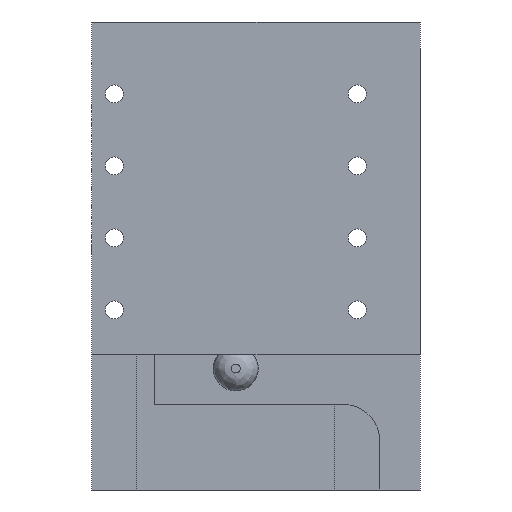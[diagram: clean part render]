
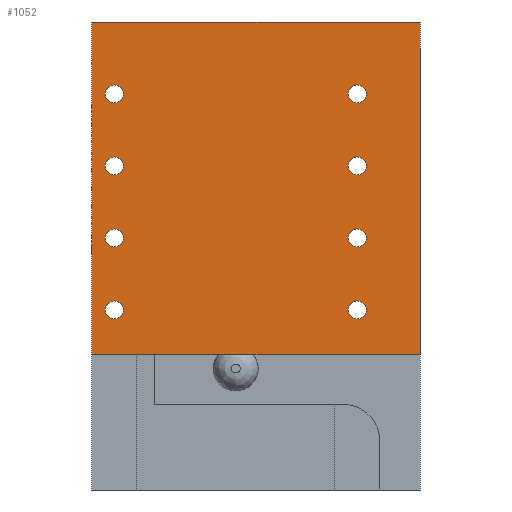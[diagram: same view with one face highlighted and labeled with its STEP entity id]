
A CAD part, left-side view. The second image highlights one B-rep face of the part: STEP entity #1052.
In plain terms, the highlighted planar face has unit normal (-1, 0, 0).
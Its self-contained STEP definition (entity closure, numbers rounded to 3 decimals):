
#35=FACE_BOUND('',#194,.T.);
#36=FACE_BOUND('',#195,.T.);
#37=FACE_BOUND('',#196,.T.);
#38=FACE_BOUND('',#197,.T.);
#39=FACE_BOUND('',#198,.T.);
#40=FACE_BOUND('',#199,.T.);
#41=FACE_BOUND('',#200,.T.);
#42=FACE_BOUND('',#201,.T.);
#72=PLANE('',#1161);
#123=FACE_OUTER_BOUND('',#193,.T.);
#193=EDGE_LOOP('',(#928,#929,#930,#931));
#194=EDGE_LOOP('',(#932));
#195=EDGE_LOOP('',(#933));
#196=EDGE_LOOP('',(#934));
#197=EDGE_LOOP('',(#935));
#198=EDGE_LOOP('',(#936));
#199=EDGE_LOOP('',(#937));
#200=EDGE_LOOP('',(#938));
#201=EDGE_LOOP('',(#939));
#256=LINE('',#1591,#355);
#267=LINE('',#1617,#366);
#303=LINE('',#1753,#402);
#304=LINE('',#1754,#403);
#355=VECTOR('',#1254,10.);
#366=VECTOR('',#1285,10.);
#402=VECTOR('',#1433,10.);
#403=VECTOR('',#1434,10.);
#432=CIRCLE('',#1113,1.);
#436=CIRCLE('',#1119,1.);
#440=CIRCLE('',#1125,1.);
#448=CIRCLE('',#1137,1.);
#452=CIRCLE('',#1143,1.);
#454=CIRCLE('',#1146,1.);
#456=CIRCLE('',#1149,1.);
#458=CIRCLE('',#1152,1.);
#500=VERTEX_POINT('',#1588);
#501=VERTEX_POINT('',#1590);
#506=VERTEX_POINT('',#1616);
#516=VERTEX_POINT('',#1642);
#520=VERTEX_POINT('',#1654);
#524=VERTEX_POINT('',#1666);
#532=VERTEX_POINT('',#1690);
#536=VERTEX_POINT('',#1702);
#538=VERTEX_POINT('',#1708);
#540=VERTEX_POINT('',#1714);
#542=VERTEX_POINT('',#1720);
#550=VERTEX_POINT('',#1752);
#606=EDGE_CURVE('',#500,#501,#256,.T.);
#619=EDGE_CURVE('',#506,#501,#267,.T.);
#632=EDGE_CURVE('',#516,#516,#432,.T.);
#638=EDGE_CURVE('',#520,#520,#436,.T.);
#644=EDGE_CURVE('',#524,#524,#440,.T.);
#656=EDGE_CURVE('',#532,#532,#448,.T.);
#662=EDGE_CURVE('',#536,#536,#452,.T.);
#665=EDGE_CURVE('',#538,#538,#454,.T.);
#668=EDGE_CURVE('',#540,#540,#456,.T.);
#671=EDGE_CURVE('',#542,#542,#458,.T.);
#687=EDGE_CURVE('',#550,#500,#303,.T.);
#688=EDGE_CURVE('',#506,#550,#304,.T.);
#928=ORIENTED_EDGE('',*,*,#619,.T.);
#929=ORIENTED_EDGE('',*,*,#606,.F.);
#930=ORIENTED_EDGE('',*,*,#687,.F.);
#931=ORIENTED_EDGE('',*,*,#688,.F.);
#932=ORIENTED_EDGE('',*,*,#632,.T.);
#933=ORIENTED_EDGE('',*,*,#638,.T.);
#934=ORIENTED_EDGE('',*,*,#644,.T.);
#935=ORIENTED_EDGE('',*,*,#656,.T.);
#936=ORIENTED_EDGE('',*,*,#662,.T.);
#937=ORIENTED_EDGE('',*,*,#665,.T.);
#938=ORIENTED_EDGE('',*,*,#668,.T.);
#939=ORIENTED_EDGE('',*,*,#671,.T.);
#1052=ADVANCED_FACE('',(#123,#35,#36,#37,#38,#39,#40,#41,#42),#72,.T.);
#1113=AXIS2_PLACEMENT_3D('',#1643,#1308,#1309);
#1119=AXIS2_PLACEMENT_3D('',#1655,#1322,#1323);
#1125=AXIS2_PLACEMENT_3D('',#1667,#1336,#1337);
#1137=AXIS2_PLACEMENT_3D('',#1691,#1364,#1365);
#1143=AXIS2_PLACEMENT_3D('',#1703,#1378,#1379);
#1146=AXIS2_PLACEMENT_3D('',#1709,#1385,#1386);
#1149=AXIS2_PLACEMENT_3D('',#1715,#1392,#1393);
#1152=AXIS2_PLACEMENT_3D('',#1721,#1399,#1400);
#1161=AXIS2_PLACEMENT_3D('',#1751,#1431,#1432);
#1254=DIRECTION('',(0.,0.,-1.));
#1285=DIRECTION('',(0.,-1.,0.));
#1308=DIRECTION('center_axis',(1.,0.,0.));
#1309=DIRECTION('ref_axis',(0.,-1.,0.));
#1322=DIRECTION('center_axis',(1.,0.,0.));
#1323=DIRECTION('ref_axis',(0.,-1.,0.));
#1336=DIRECTION('center_axis',(1.,0.,0.));
#1337=DIRECTION('ref_axis',(0.,-1.,0.));
#1364=DIRECTION('center_axis',(1.,0.,0.));
#1365=DIRECTION('ref_axis',(0.,-1.,0.));
#1378=DIRECTION('center_axis',(1.,0.,0.));
#1379=DIRECTION('ref_axis',(0.,-1.,0.));
#1385=DIRECTION('center_axis',(1.,0.,0.));
#1386=DIRECTION('ref_axis',(0.,-1.,0.));
#1392=DIRECTION('center_axis',(1.,0.,0.));
#1393=DIRECTION('ref_axis',(0.,-1.,0.));
#1399=DIRECTION('center_axis',(1.,0.,0.));
#1400=DIRECTION('ref_axis',(0.,-1.,0.));
#1431=DIRECTION('center_axis',(-1.,0.,0.));
#1432=DIRECTION('ref_axis',(0.,-1.,0.));
#1433=DIRECTION('',(0.,-1.,0.));
#1434=DIRECTION('',(0.,0.,1.));
#1588=CARTESIAN_POINT('',(-6.,-4.5,37.));
#1590=CARTESIAN_POINT('',(-6.,-4.5,0.));
#1591=CARTESIAN_POINT('',(-6.,-4.5,0.));
#1616=CARTESIAN_POINT('',(-6.,32.,0.));
#1617=CARTESIAN_POINT('',(-6.,32.,0.));
#1642=CARTESIAN_POINT('',(-6.,30.5,13.));
#1643=CARTESIAN_POINT('Origin',(-6.,29.5,13.));
#1654=CARTESIAN_POINT('',(-6.,30.5,21.));
#1655=CARTESIAN_POINT('Origin',(-6.,29.5,21.));
#1666=CARTESIAN_POINT('',(-6.,30.5,5.));
#1667=CARTESIAN_POINT('Origin',(-6.,29.5,5.));
#1690=CARTESIAN_POINT('',(-6.,30.5,29.));
#1691=CARTESIAN_POINT('Origin',(-6.,29.5,29.));
#1702=CARTESIAN_POINT('',(-6.,3.5,13.));
#1703=CARTESIAN_POINT('Origin',(-6.,2.5,13.));
#1708=CARTESIAN_POINT('',(-6.,3.5,29.));
#1709=CARTESIAN_POINT('Origin',(-6.,2.5,29.));
#1714=CARTESIAN_POINT('',(-6.,3.5,21.));
#1715=CARTESIAN_POINT('Origin',(-6.,2.5,21.));
#1720=CARTESIAN_POINT('',(-6.,3.5,5.));
#1721=CARTESIAN_POINT('Origin',(-6.,2.5,5.));
#1751=CARTESIAN_POINT('Origin',(-6.,32.,0.));
#1752=CARTESIAN_POINT('',(-6.,32.,37.));
#1753=CARTESIAN_POINT('',(-6.,32.,37.));
#1754=CARTESIAN_POINT('',(-6.,32.,0.));
